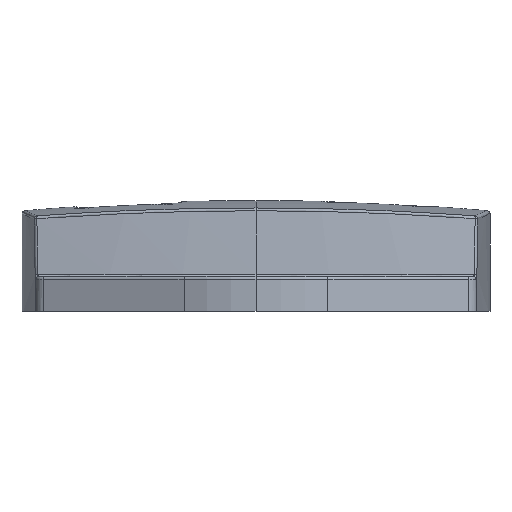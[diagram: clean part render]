
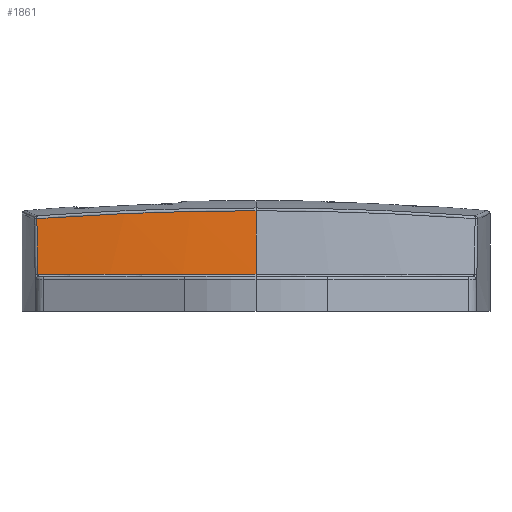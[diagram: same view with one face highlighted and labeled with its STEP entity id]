
A CAD part, left-side view. The second image highlights one B-rep face of the part: STEP entity #1861.
In plain terms, the highlighted conical face has half-angle 5 degrees and reference radius 300 mm.
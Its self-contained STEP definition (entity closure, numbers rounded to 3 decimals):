
#454 = VERTEX_POINT('',#455);
#455 = CARTESIAN_POINT('',(-42.795,49.812,
    8.456));
#732 = VERTEX_POINT('',#733);
#733 = CARTESIAN_POINT('',(-41.64,49.975,
    21.166));
#743 = EDGE_CURVE('',#732,#454,#744,.T.);
#744 = ( BOUNDED_CURVE() B_SPLINE_CURVE(6,(#745,#746,#747,#748,#749,#750
    ,#751,#752,#753,#754,#755,#756,#757,#758,#759,#760,#761),
.UNSPECIFIED.,.F.,.F.) B_SPLINE_CURVE_WITH_KNOTS((7,5,5,7),(
    -0.725,-0.078,13.444,13.465)
,.UNSPECIFIED.) CURVE() GEOMETRIC_REPRESENTATION_ITEM() 
RATIONAL_B_SPLINE_CURVE((1.,1.,1.,1.,1.,1.,1.,1.,1.,1.,1.,1.,1.,1.,1.,1.
,1.)) REPRESENTATION_ITEM('') );
#745 = CARTESIAN_POINT('',(-41.523,49.991,
    22.454));
#746 = CARTESIAN_POINT('',(-41.533,49.99,
    22.345));
#747 = CARTESIAN_POINT('',(-41.543,49.988,
    22.237));
#748 = CARTESIAN_POINT('',(-41.552,49.987,
    22.129));
#749 = CARTESIAN_POINT('',(-41.562,49.986,22.022
    ));
#750 = CARTESIAN_POINT('',(-41.572,49.984,
    21.915));
#751 = CARTESIAN_POINT('',(-41.784,49.955,
    19.586));
#752 = CARTESIAN_POINT('',(-41.986,49.927,
    17.363));
#753 = CARTESIAN_POINT('',(-42.188,49.898,
    15.14));
#754 = CARTESIAN_POINT('',(-42.39,49.87,
    12.917));
#755 = CARTESIAN_POINT('',(-42.592,49.841,
    10.693));
#756 = CARTESIAN_POINT('',(-42.794,49.812,
    8.468));
#757 = CARTESIAN_POINT('',(-42.794,49.812,
    8.466));
#758 = CARTESIAN_POINT('',(-42.795,49.812,8.463
    ));
#759 = CARTESIAN_POINT('',(-42.795,49.812,
    8.461));
#760 = CARTESIAN_POINT('',(-42.795,49.812,
    8.459));
#761 = CARTESIAN_POINT('',(-42.795,49.812,
    8.456));
#1222 = VERTEX_POINT('',#1223);
#1223 = CARTESIAN_POINT('',(-46.96,0.,8.456));
#1230 = EDGE_CURVE('',#454,#1222,#1231,.T.);
#1231 = CIRCLE('',#1232,299.96);
#1232 = AXIS2_PLACEMENT_3D('',#1233,#1234,#1235);
#1233 = CARTESIAN_POINT('',(253.,0.,8.456));
#1234 = DIRECTION('',(0.,0.,1.));
#1235 = DIRECTION('',(-0.986,0.168,0.)
  );
#1861 = ADVANCED_FACE('',(#1862),#1909,.T.);
#1862 = FACE_BOUND('',#1863,.T.);
#1863 = EDGE_LOOP('',(#1864,#1865,#1873,#1908));
#1864 = ORIENTED_EDGE('',*,*,#1230,.T.);
#1865 = ORIENTED_EDGE('',*,*,#1866,.F.);
#1866 = EDGE_CURVE('',#1867,#1222,#1869,.T.);
#1867 = VERTEX_POINT('',#1868);
#1868 = CARTESIAN_POINT('',(-45.691,0.,22.958));
#1869 = LINE('',#1870,#1871);
#1870 = CARTESIAN_POINT('',(253.,0.,3437.016)
  );
#1871 = VECTOR('',#1872,1.);
#1872 = DIRECTION('',(-0.087,0.,
    -0.996));
#1873 = ORIENTED_EDGE('',*,*,#1874,.F.);
#1874 = EDGE_CURVE('',#732,#1867,#1875,.T.);
#1875 = ( BOUNDED_CURVE() B_SPLINE_CURVE(11,(#1876,#1877,#1878,#1879,
    #1880,#1881,#1882,#1883,#1884,#1885,#1886,#1887,#1888,#1889,#1890,
    #1891,#1892,#1893,#1894,#1895,#1896,#1897,#1898,#1899,#1900,#1901,
    #1902,#1903,#1904,#1905,#1906,#1907),.UNSPECIFIED.,.F.,.F.) 
B_SPLINE_CURVE_WITH_KNOTS((12,10,10,12),(-2.461,-0.253
,50.758,52.242),.UNSPECIFIED.) CURVE() 
GEOMETRIC_REPRESENTATION_ITEM() RATIONAL_B_SPLINE_CURVE((1.,1.,1.,1.,1.,
    1.,1.,1.,1.,1.,1.,1.,1.,1.,1.,
    1.,1.,1.,1.,1.,1.,1.
,1.,1.,1.,1.,1.,1.,1.,1.,1.,1.)) REPRESENTATION_ITEM('') );
#1876 = CARTESIAN_POINT('',(-41.173,52.804,
    20.959));
#1877 = CARTESIAN_POINT('',(-41.215,52.549,
    20.978));
#1878 = CARTESIAN_POINT('',(-41.255,52.306,
    20.996));
#1879 = CARTESIAN_POINT('',(-41.294,52.074,
    21.013));
#1880 = CARTESIAN_POINT('',(-41.33,51.853,
    21.029));
#1881 = CARTESIAN_POINT('',(-41.365,51.644,
    21.044));
#1882 = CARTESIAN_POINT('',(-41.397,51.447,
    21.059));
#1883 = CARTESIAN_POINT('',(-41.428,51.261,
    21.072));
#1884 = CARTESIAN_POINT('',(-41.457,51.086,
    21.085));
#1885 = CARTESIAN_POINT('',(-41.484,50.923,
    21.097));
#1886 = CARTESIAN_POINT('',(-41.509,50.772,
    21.108));
#1887 = CARTESIAN_POINT('',(-42.067,47.4,
    21.355));
#1888 = CARTESIAN_POINT('',(-42.57,44.126,
    21.578));
#1889 = CARTESIAN_POINT('',(-43.059,40.694,
    21.794));
#1890 = CARTESIAN_POINT('',(-43.539,37.023,
    22.007));
#1891 = CARTESIAN_POINT('',(-44.01,33.039,
    22.215));
#1892 = CARTESIAN_POINT('',(-44.465,28.675,
    22.416));
#1893 = CARTESIAN_POINT('',(-44.886,23.889,
    22.602));
#1894 = CARTESIAN_POINT('',(-45.248,18.67,
    22.762));
#1895 = CARTESIAN_POINT('',(-45.523,13.026,
    22.884));
#1896 = CARTESIAN_POINT('',(-45.691,6.894,
    22.958));
#1897 = CARTESIAN_POINT('',(-45.691,-0.201,
    22.958));
#1898 = CARTESIAN_POINT('',(-45.691,-0.401,
    22.958));
#1899 = CARTESIAN_POINT('',(-45.691,-0.602,
    22.958));
#1900 = CARTESIAN_POINT('',(-45.691,-0.802,
    22.958));
#1901 = CARTESIAN_POINT('',(-45.691,-1.003,
    22.958));
#1902 = CARTESIAN_POINT('',(-45.691,-1.204,
    22.958));
#1903 = CARTESIAN_POINT('',(-45.691,-1.405,
    22.958));
#1904 = CARTESIAN_POINT('',(-45.691,-1.605,
    22.958));
#1905 = CARTESIAN_POINT('',(-45.691,-1.806,
    22.958));
#1906 = CARTESIAN_POINT('',(-45.691,-2.007,
    22.958));
#1907 = CARTESIAN_POINT('',(-45.691,-2.208,
    22.958));
#1908 = ORIENTED_EDGE('',*,*,#743,.T.);
#1909 = CONICAL_SURFACE('',#1910,300.,0.087);
#1910 = AXIS2_PLACEMENT_3D('',#1911,#1912,#1913);
#1911 = CARTESIAN_POINT('',(253.,0.,8.));
#1912 = DIRECTION('',(0.,0.,-1.));
#1913 = DIRECTION('',(-0.966,0.259,0.)
  );
